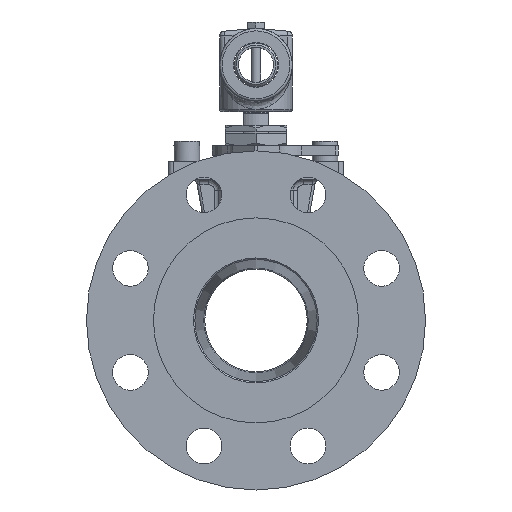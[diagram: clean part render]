
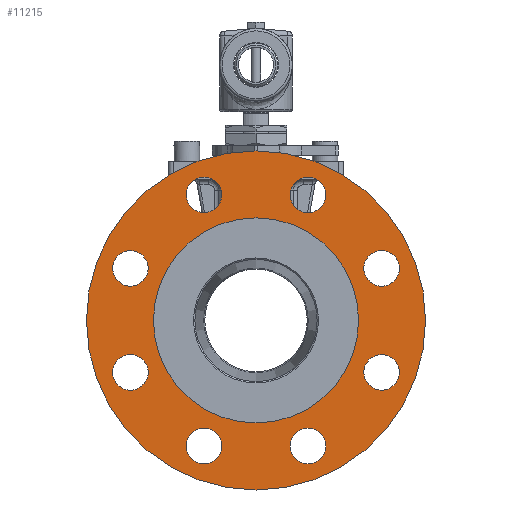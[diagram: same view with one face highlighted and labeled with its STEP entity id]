
A CAD part, front view. The second image highlights one B-rep face of the part: STEP entity #11215.
In plain terms, the highlighted planar face has unit normal (0, -1, 0).
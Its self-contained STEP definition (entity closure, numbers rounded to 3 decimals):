
#626=CARTESIAN_POINT('',(85.523,-189.11,-24.425));
#627=VERTEX_POINT('',#626);
#628=CARTESIAN_POINT('',(77.744,-189.11,-32.203));
#629=DIRECTION('',(0.0,1.,0.0));
#630=DIRECTION('',(-0.707,0.0,-0.707));
#631=AXIS2_PLACEMENT_3D('',#628,#629,#630);
#632=CIRCLE('',#631,11.0);
#633=EDGE_CURVE('',#627,#627,#632,.T.);
#654=CARTESIAN_POINT('',(77.744,-189.11,43.203));
#655=VERTEX_POINT('',#654);
#656=CARTESIAN_POINT('',(77.744,-189.11,32.203));
#657=DIRECTION('',(0.0,1.0,0.0));
#658=DIRECTION('',(0.0,0.0,-1.0));
#659=AXIS2_PLACEMENT_3D('',#656,#657,#658);
#660=CIRCLE('',#659,11.0);
#661=EDGE_CURVE('',#655,#655,#660,.T.);
#682=CARTESIAN_POINT('',(24.425,-189.11,85.523));
#683=VERTEX_POINT('',#682);
#684=CARTESIAN_POINT('',(32.203,-189.11,77.744));
#685=DIRECTION('',(0.0,1.0,0.0));
#686=DIRECTION('',(0.707,0.0,-0.707));
#687=AXIS2_PLACEMENT_3D('',#684,#685,#686);
#688=CIRCLE('',#687,11.);
#689=EDGE_CURVE('',#683,#683,#688,.T.);
#710=CARTESIAN_POINT('',(-43.203,-189.11,77.744));
#711=VERTEX_POINT('',#710);
#712=CARTESIAN_POINT('',(-32.203,-189.11,77.744));
#713=DIRECTION('',(0.0,1.0,0.0));
#714=DIRECTION('',(1.0,0.0,0.0));
#715=AXIS2_PLACEMENT_3D('',#712,#713,#714);
#716=CIRCLE('',#715,11.0);
#717=EDGE_CURVE('',#711,#711,#716,.T.);
#738=CARTESIAN_POINT('',(-85.523,-189.11,24.425));
#739=VERTEX_POINT('',#738);
#740=CARTESIAN_POINT('',(-77.744,-189.11,32.203));
#741=DIRECTION('',(0.0,1.0,0.0));
#742=DIRECTION('',(0.707,0.0,0.707));
#743=AXIS2_PLACEMENT_3D('',#740,#741,#742);
#744=CIRCLE('',#743,11.);
#745=EDGE_CURVE('',#739,#739,#744,.T.);
#766=CARTESIAN_POINT('',(-77.744,-189.11,-43.203));
#767=VERTEX_POINT('',#766);
#768=CARTESIAN_POINT('',(-77.744,-189.11,-32.203));
#769=DIRECTION('',(0.0,1.0,0.0));
#770=DIRECTION('',(0.0,0.0,1.0));
#771=AXIS2_PLACEMENT_3D('',#768,#769,#770);
#772=CIRCLE('',#771,11.0);
#773=EDGE_CURVE('',#767,#767,#772,.T.);
#794=CARTESIAN_POINT('',(-24.425,-189.11,-85.523));
#795=VERTEX_POINT('',#794);
#796=CARTESIAN_POINT('',(-32.203,-189.11,-77.744));
#797=DIRECTION('',(0.0,1.0,0.0));
#798=DIRECTION('',(-0.707,0.0,0.707));
#799=AXIS2_PLACEMENT_3D('',#796,#797,#798);
#800=CIRCLE('',#799,11.);
#801=EDGE_CURVE('',#795,#795,#800,.T.);
#822=CARTESIAN_POINT('',(43.203,-189.11,-77.744));
#823=VERTEX_POINT('',#822);
#824=CARTESIAN_POINT('',(32.203,-189.11,-77.744));
#825=DIRECTION('',(0.0,1.0,0.0));
#826=DIRECTION('',(-1.0,0.0,0.0));
#827=AXIS2_PLACEMENT_3D('',#824,#825,#826);
#828=CIRCLE('',#827,11.0);
#829=EDGE_CURVE('',#823,#823,#828,.T.);
#11157=CARTESIAN_POINT('',(0.0,-189.11,-105.0));
#11158=VERTEX_POINT('',#11157);
#11159=CARTESIAN_POINT('',(0.0,-189.11,0.0));
#11160=DIRECTION('',(0.0,-1.0,0.0));
#11161=DIRECTION('',(0.0,0.0,-1.0));
#11162=AXIS2_PLACEMENT_3D('',#11159,#11160,#11161);
#11163=CIRCLE('',#11162,105.0);
#11164=EDGE_CURVE('',#11158,#11158,#11163,.T.);
#11172=CARTESIAN_POINT('',(0.0,-189.11,-84.25));
#11173=DIRECTION('',(0.0,-1.0,0.0));
#11174=DIRECTION('',(0.0,0.0,-1.0));
#11175=AXIS2_PLACEMENT_3D('',#11172,#11173,#11174);
#11176=PLANE('',#11175);
#11177=ORIENTED_EDGE('',*,*,#11164,.T.);
#11178=EDGE_LOOP('',(#11177));
#11179=FACE_OUTER_BOUND('',#11178,.T.);
#11180=ORIENTED_EDGE('',*,*,#633,.T.);
#11181=EDGE_LOOP('',(#11180));
#11182=FACE_BOUND('',#11181,.T.);
#11183=ORIENTED_EDGE('',*,*,#661,.T.);
#11184=EDGE_LOOP('',(#11183));
#11185=FACE_BOUND('',#11184,.T.);
#11186=ORIENTED_EDGE('',*,*,#689,.T.);
#11187=EDGE_LOOP('',(#11186));
#11188=FACE_BOUND('',#11187,.T.);
#11189=ORIENTED_EDGE('',*,*,#717,.T.);
#11190=EDGE_LOOP('',(#11189));
#11191=FACE_BOUND('',#11190,.T.);
#11192=ORIENTED_EDGE('',*,*,#745,.T.);
#11193=EDGE_LOOP('',(#11192));
#11194=FACE_BOUND('',#11193,.T.);
#11195=ORIENTED_EDGE('',*,*,#773,.T.);
#11196=EDGE_LOOP('',(#11195));
#11197=FACE_BOUND('',#11196,.T.);
#11198=ORIENTED_EDGE('',*,*,#801,.T.);
#11199=EDGE_LOOP('',(#11198));
#11200=FACE_BOUND('',#11199,.T.);
#11201=ORIENTED_EDGE('',*,*,#829,.T.);
#11202=EDGE_LOOP('',(#11201));
#11203=FACE_BOUND('',#11202,.T.);
#11204=CARTESIAN_POINT('',(0.0,-189.11,-63.5));
#11205=VERTEX_POINT('',#11204);
#11206=CARTESIAN_POINT('',(0.0,-189.11,0.0));
#11207=DIRECTION('',(0.0,-1.0,0.0));
#11208=DIRECTION('',(0.0,0.0,-1.0));
#11209=AXIS2_PLACEMENT_3D('',#11206,#11207,#11208);
#11210=CIRCLE('',#11209,63.5);
#11211=EDGE_CURVE('',#11205,#11205,#11210,.T.);
#11212=ORIENTED_EDGE('',*,*,#11211,.F.);
#11213=EDGE_LOOP('',(#11212));
#11214=FACE_BOUND('',#11213,.T.);
#11215=ADVANCED_FACE('',(#11179,#11182,#11185,#11188,#11191,#11194,#11197,#11200,#11203,#11214),#11176,.T.);
